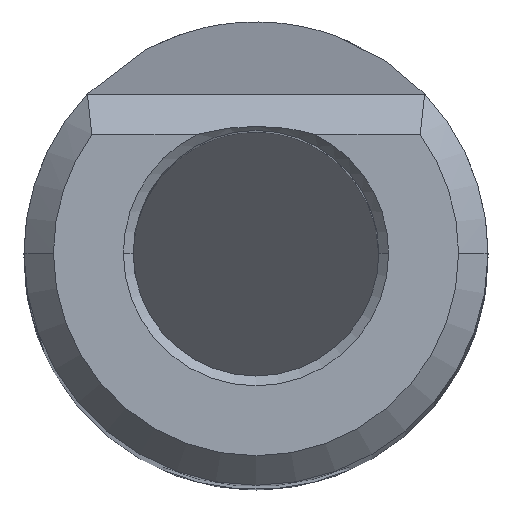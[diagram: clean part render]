
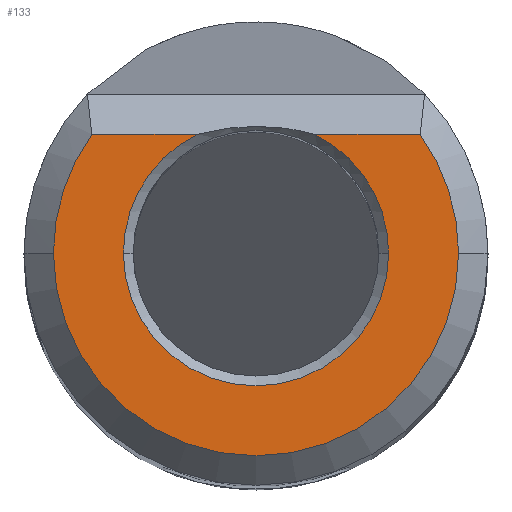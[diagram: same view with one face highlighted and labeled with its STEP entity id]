
A CAD part, top view. The second image highlights one B-rep face of the part: STEP entity #133.
In plain terms, the highlighted planar face has unit normal (0, 0, 1).
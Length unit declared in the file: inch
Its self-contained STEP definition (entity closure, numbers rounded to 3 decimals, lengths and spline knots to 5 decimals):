
#5 = EDGE_CURVE ( 'NONE', #99, #520, #643, .T. ) ;
#57 = CIRCLE ( 'NONE', #687, 0.135 ) ;
#63 = VERTEX_POINT ( 'NONE', #449 ) ;
#75 = EDGE_CURVE ( 'NONE', #486, #76, #502, .T. ) ;
#76 = VERTEX_POINT ( 'NONE', #203 ) ;
#99 = VERTEX_POINT ( 'NONE', #151 ) ;
#133 = ADVANCED_FACE ( 'NONE', ( #270 ), #813, .T. ) ;
#140 = DIRECTION ( 'NONE',  ( 0., 0., 1. ) ) ;
#147 = DIRECTION ( 'NONE',  ( -1., 0., 0. ) ) ;
#151 = CARTESIAN_POINT ( 'NONE',  ( -0.05999, 0.12094, 0. ) ) ;
#154 = ORIENTED_EDGE ( 'NONE', *, *, #174, .T. ) ;
#164 = VECTOR ( 'NONE', #147, 39.37008 ) ;
#174 = EDGE_CURVE ( 'NONE', #76, #99, #259, .T. ) ;
#190 = CIRCLE ( 'NONE', #304, 0.20622 ) ;
#197 = CARTESIAN_POINT ( 'NONE',  ( 0.135, 0., 0. ) ) ;
#203 = CARTESIAN_POINT ( 'NONE',  ( -0.135, 0., 0. ) ) ;
#213 = AXIS2_PLACEMENT_3D ( 'NONE', #338, #140, #751 ) ;
#232 = CARTESIAN_POINT ( 'NONE',  ( 0., 0.12094, 0. ) ) ;
#251 = EDGE_CURVE ( 'NONE', #710, #660, #190, .T. ) ;
#259 = CIRCLE ( 'NONE', #274, 0.135 ) ;
#270 = FACE_OUTER_BOUND ( 'NONE', #515, .T. ) ;
#274 = AXIS2_PLACEMENT_3D ( 'NONE', #747, #682, #753 ) ;
#281 = ORIENTED_EDGE ( 'NONE', *, *, #684, .T. ) ;
#283 = DIRECTION ( 'NONE',  ( 1., 0., 0. ) ) ;
#304 = AXIS2_PLACEMENT_3D ( 'NONE', #555, #495, #490 ) ;
#308 = CARTESIAN_POINT ( 'NONE',  ( 0., 0., 0. ) ) ;
#310 = ORIENTED_EDGE ( 'NONE', *, *, #251, .T. ) ;
#329 = EDGE_CURVE ( 'NONE', #520, #710, #823, .T. ) ;
#330 = CARTESIAN_POINT ( 'NONE',  ( -0.16704, 0.12094, 0. ) ) ;
#338 = CARTESIAN_POINT ( 'NONE',  ( 0., 0., 0. ) ) ;
#344 = CARTESIAN_POINT ( 'NONE',  ( 0., 0., 0. ) ) ;
#345 = ORIENTED_EDGE ( 'NONE', *, *, #5, .T. ) ;
#372 = ORIENTED_EDGE ( 'NONE', *, *, #75, .T. ) ;
#416 = DIRECTION ( 'NONE',  ( 0., 0., 1. ) ) ;
#418 = ORIENTED_EDGE ( 'NONE', *, *, #329, .T. ) ;
#431 = CARTESIAN_POINT ( 'NONE',  ( 0., 0., 0. ) ) ;
#432 = ORIENTED_EDGE ( 'NONE', *, *, #775, .T. ) ;
#433 = DIRECTION ( 'NONE',  ( 1., 0., 0. ) ) ;
#444 = DIRECTION ( 'NONE',  ( 0., 0., -1. ) ) ;
#449 = CARTESIAN_POINT ( 'NONE',  ( 0.16704, 0.12094, 0. ) ) ;
#486 = VERTEX_POINT ( 'NONE', #197 ) ;
#490 = DIRECTION ( 'NONE',  ( 1., 0., 0. ) ) ;
#495 = DIRECTION ( 'NONE',  ( 0., 0., 1. ) ) ;
#502 = CIRCLE ( 'NONE', #766, 0.135 ) ;
#503 = CARTESIAN_POINT ( 'NONE',  ( 0.05999, 0.12094, 0. ) ) ;
#506 = CIRCLE ( 'NONE', #213, 0.20622 ) ;
#515 = EDGE_LOOP ( 'NONE', ( #432, #824, #372, #154, #345, #418, #310, #281 ) ) ;
#520 = VERTEX_POINT ( 'NONE', #330 ) ;
#550 = AXIS2_PLACEMENT_3D ( 'NONE', #344, #416, #283 ) ;
#555 = CARTESIAN_POINT ( 'NONE',  ( 0., 0., 0. ) ) ;
#566 = DIRECTION ( 'NONE',  ( 0., 0., -1. ) ) ;
#569 = CARTESIAN_POINT ( 'NONE',  ( 0., 0., 0. ) ) ;
#570 = DIRECTION ( 'NONE',  ( 1., 0., 0. ) ) ;
#595 = CARTESIAN_POINT ( 'NONE',  ( -0.20622, 0., 0. ) ) ;
#601 = DIRECTION ( 'NONE',  ( -1., 0., 0. ) ) ;
#618 = VERTEX_POINT ( 'NONE', #503 ) ;
#639 = AXIS2_PLACEMENT_3D ( 'NONE', #569, #773, #433 ) ;
#643 = LINE ( 'NONE', #232, #796 ) ;
#657 = EDGE_CURVE ( 'NONE', #618, #486, #57, .T. ) ;
#660 = VERTEX_POINT ( 'NONE', #846 ) ;
#682 = DIRECTION ( 'NONE',  ( 0., 0., -1. ) ) ;
#684 = EDGE_CURVE ( 'NONE', #660, #63, #506, .T. ) ;
#687 = AXIS2_PLACEMENT_3D ( 'NONE', #308, #444, #570 ) ;
#710 = VERTEX_POINT ( 'NONE', #595 ) ;
#747 = CARTESIAN_POINT ( 'NONE',  ( 0., 0., 0. ) ) ;
#751 = DIRECTION ( 'NONE',  ( 1., 0., 0. ) ) ;
#753 = DIRECTION ( 'NONE',  ( 1., 0., 0. ) ) ;
#754 = CARTESIAN_POINT ( 'NONE',  ( 0., 0.12094, 0. ) ) ;
#766 = AXIS2_PLACEMENT_3D ( 'NONE', #431, #566, #843 ) ;
#773 = DIRECTION ( 'NONE',  ( 0., 0., 1. ) ) ;
#775 = EDGE_CURVE ( 'NONE', #63, #618, #817, .T. ) ;
#796 = VECTOR ( 'NONE', #601, 39.37008 ) ;
#813 = PLANE ( 'NONE',  #550 ) ;
#817 = LINE ( 'NONE', #754, #164 ) ;
#823 = CIRCLE ( 'NONE', #639, 0.20622 ) ;
#824 = ORIENTED_EDGE ( 'NONE', *, *, #657, .T. ) ;
#843 = DIRECTION ( 'NONE',  ( 1., 0., 0. ) ) ;
#846 = CARTESIAN_POINT ( 'NONE',  ( 0.20622, 0., 0. ) ) ;
